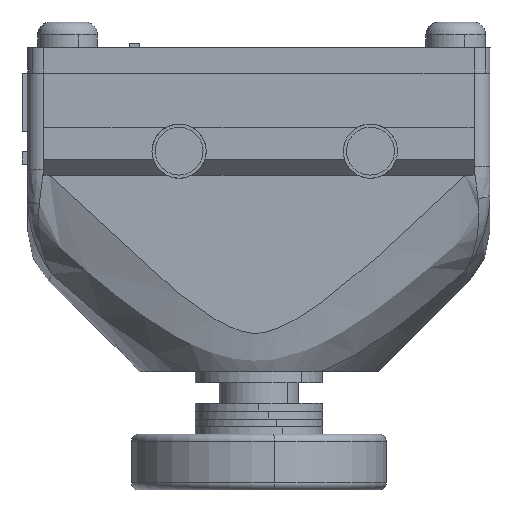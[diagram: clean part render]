
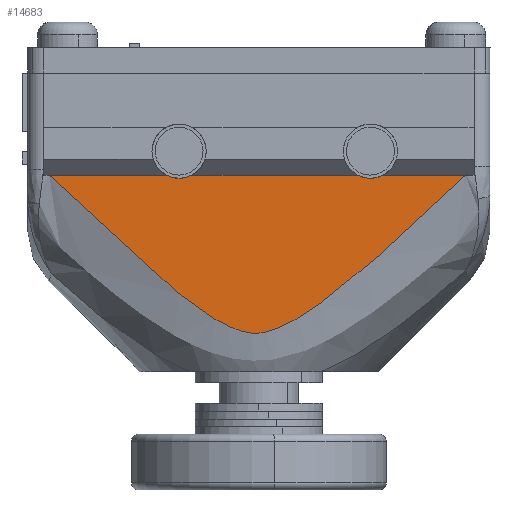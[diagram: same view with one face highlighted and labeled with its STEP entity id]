
A CAD part, front view. The second image highlights one B-rep face of the part: STEP entity #14683.
In plain terms, the highlighted face is planar.
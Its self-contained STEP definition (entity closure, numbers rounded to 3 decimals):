
#42 = CARTESIAN_POINT ( 'NONE',  ( -0.017, 19.91, -20.897 ) ) ;
#96 = DIRECTION ( 'NONE',  ( -0.013, 0., 1. ) ) ;
#151 = CARTESIAN_POINT ( 'NONE',  ( 5.499, 18.03, -20.827 ) ) ;
#578 = CARTESIAN_POINT ( 'NONE',  ( 9.127, 10.208, -20.782 ) ) ;
#1273 = DIRECTION ( 'NONE',  ( -0.013, 0., 1. ) ) ;
#1406 = CARTESIAN_POINT ( 'NONE',  ( -3.135, 18.093, -20.937 ) ) ;
#1510 = CARTESIAN_POINT ( 'NONE',  ( 0.319, 20.014, -20.893 ) ) ;
#1576 = FACE_OUTER_BOUND ( 'NONE', #13470, .T. ) ;
#1631 = CARTESIAN_POINT ( 'NONE',  ( 4.367, 18.821, -20.842 ) ) ;
#1741 = CARTESIAN_POINT ( 'NONE',  ( 2.537, 19.817, -20.865 ) ) ;
#1742 = ORIENTED_EDGE ( 'NONE', *, *, #14386, .T. ) ;
#1814 = CARTESIAN_POINT ( 'NONE',  ( -4.472, 10.208, -20.954 ) ) ;
#2079 = DIRECTION ( 'NONE',  ( -1., 0., -0.013 ) ) ;
#2136 = VERTEX_POINT ( 'NONE', #578 ) ;
#3049 = CARTESIAN_POINT ( 'NONE',  ( -2.872, 10.208, -20.934 ) ) ;
#3117 = CARTESIAN_POINT ( 'NONE',  ( 13.293, 11.166, -20.729 ) ) ;
#3325 = VERTEX_POINT ( 'NONE', #3049 ) ;
#3380 = CARTESIAN_POINT ( 'NONE',  ( 8.327, 8.708, -20.792 ) ) ;
#3448 = CARTESIAN_POINT ( 'NONE',  ( 7.13, 16.743, -20.807 ) ) ;
#3557 = ORIENTED_EDGE ( 'NONE', *, *, #20638, .T. ) ;
#3562 = CARTESIAN_POINT ( 'NONE',  ( -6.812, 14.967, -20.983 ) ) ;
#4930 = CARTESIAN_POINT ( 'NONE',  ( -4.74, 16.794, -20.957 ) ) ;
#5062 = EDGE_CURVE ( 'NONE', #5104, #13091, #20660, .T. ) ;
#5104 = VERTEX_POINT ( 'NONE', #1814 ) ;
#5156 = CARTESIAN_POINT ( 'NONE',  ( 6.049, 17.609, -20.821 ) ) ;
#5262 = CIRCLE ( 'NONE', #11801, 1.7 ) ;
#5493 = LINE ( 'NONE', #12414, #8846 ) ;
#5558 = DIRECTION ( 'NONE',  ( -0.013, 0., 1. ) ) ;
#5781 = CARTESIAN_POINT ( 'NONE',  ( 0.265, 22.558, -20.894 ) ) ;
#6082 = DIRECTION ( 'NONE',  ( -1., 0., -0.013 ) ) ;
#6173 = CARTESIAN_POINT ( 'NONE',  ( 14.294, 10.208, -20.716 ) ) ;
#6309 = CARTESIAN_POINT ( 'NONE',  ( 14.826, 10.208, -20.709 ) ) ;
#6394 = DIRECTION ( 'NONE',  ( -1., 0., -0.013 ) ) ;
#6866 = CARTESIAN_POINT ( 'NONE',  ( -5.263, 16.342, -20.964 ) ) ;
#7257 = PLANE ( 'NONE',  #9214 ) ;
#7716 = EDGE_CURVE ( 'NONE', #2136, #11439, #5262, .T. ) ;
#8018 = EDGE_CURVE ( 'NONE', #13091, #14291, #22284, .T. ) ;
#8336 = CARTESIAN_POINT ( 'NONE',  ( 10.258, 14.005, -20.767 ) ) ;
#8444 = CARTESIAN_POINT ( 'NONE',  ( 14.294, 10.208, -20.716 ) ) ;
#8561 = CARTESIAN_POINT ( 'NONE',  ( 12.288, 12.12, -20.742 ) ) ;
#8778 = CARTESIAN_POINT ( 'NONE',  ( 0.488, 20.058, -20.891 ) ) ;
#8846 = VECTOR ( 'NONE', #2079, 1000. ) ;
#8877 = VECTOR ( 'NONE', #6082, 1000. ) ;
#8880 = AXIS2_PLACEMENT_3D ( 'NONE', #15125, #1273, #20013 ) ;
#9214 = AXIS2_PLACEMENT_3D ( 'NONE', #5781, #5558, #21403 ) ;
#9896 = CARTESIAN_POINT ( 'NONE',  ( 14.826, 10.208, -20.709 ) ) ;
#10257 = CARTESIAN_POINT ( 'NONE',  ( -1.437, 19.256, -20.915 ) ) ;
#11439 = VERTEX_POINT ( 'NONE', #18752 ) ;
#11741 = CARTESIAN_POINT ( 'NONE',  ( 1.54, 20.105, -20.878 ) ) ;
#11801 = AXIS2_PLACEMENT_3D ( 'NONE', #3380, #96, #12252 ) ;
#11858 = CARTESIAN_POINT ( 'NONE',  ( -2.015, 18.885, -20.923 ) ) ;
#12080 = CARTESIAN_POINT ( 'NONE',  ( -7.821, 14.025, -20.996 ) ) ;
#12197 = CARTESIAN_POINT ( 'NONE',  ( 9.234, 14.938, -20.78 ) ) ;
#12252 = DIRECTION ( 'NONE',  ( 1., 0., 0.013 ) ) ;
#12414 = CARTESIAN_POINT ( 'NONE',  ( 14.826, 10.208, -20.709 ) ) ;
#13091 = VERTEX_POINT ( 'NONE', #19773 ) ;
#13470 = EDGE_LOOP ( 'NONE', ( #3557, #15798, #13662, #1742, #17382, #19312 ) ) ;
#13662 = ORIENTED_EDGE ( 'NONE', *, *, #15483, .T. ) ;
#13664 = CARTESIAN_POINT ( 'NONE',  ( -11.811, 10.208, -21.047 ) ) ;
#13772 = CARTESIAN_POINT ( 'NONE',  ( -0.663, 19.641, -20.906 ) ) ;
#14291 = VERTEX_POINT ( 'NONE', #6173 ) ;
#14386 = EDGE_CURVE ( 'NONE', #3325, #5104, #15748, .T. ) ;
#14683 = ADVANCED_FACE ( 'NONE', ( #1576 ), #7257, .F. ) ;
#14691 = LINE ( 'NONE', #6309, #8877 ) ;
#15125 = CARTESIAN_POINT ( 'NONE',  ( -3.672, 8.708, -20.944 ) ) ;
#15250 = CARTESIAN_POINT ( 'NONE',  ( -10.82, 11.169, -21.034 ) ) ;
#15355 = CARTESIAN_POINT ( 'NONE',  ( 2.046, 19.985, -20.871 ) ) ;
#15483 = EDGE_CURVE ( 'NONE', #11439, #3325, #14691, .T. ) ;
#15684 = CARTESIAN_POINT ( 'NONE',  ( 2.857, 19.672, -20.861 ) ) ;
#15748 = CIRCLE ( 'NONE', #8880, 1.7 ) ;
#15798 = ORIENTED_EDGE ( 'NONE', *, *, #7716, .T. ) ;
#17049 = CARTESIAN_POINT ( 'NONE',  ( -3.676, 17.669, -20.944 ) ) ;
#17154 = CARTESIAN_POINT ( 'NONE',  ( 3.786, 19.195, -20.849 ) ) ;
#17274 = CARTESIAN_POINT ( 'NONE',  ( -0.183, 19.848, -20.899 ) ) ;
#17382 = ORIENTED_EDGE ( 'NONE', *, *, #5062, .T. ) ;
#17383 = CARTESIAN_POINT ( 'NONE',  ( 7.661, 16.296, -20.8 ) ) ;
#18752 = CARTESIAN_POINT ( 'NONE',  ( 7.527, 10.208, -20.802 ) ) ;
#18770 = CARTESIAN_POINT ( 'NONE',  ( 1.01, 20.135, -20.884 ) ) ;
#18885 = CARTESIAN_POINT ( 'NONE',  ( 1.366, 20.128, -20.88 ) ) ;
#19116 = CARTESIAN_POINT ( 'NONE',  ( -0.506, 19.714, -20.904 ) ) ;
#19312 = ORIENTED_EDGE ( 'NONE', *, *, #8018, .T. ) ;
#19534 = VECTOR ( 'NONE', #6394, 1000. ) ;
#19773 = CARTESIAN_POINT ( 'NONE',  ( -11.811, 10.208, -21.047 ) ) ;
#20013 = DIRECTION ( 'NONE',  ( 1., 0., 0.013 ) ) ;
#20467 = CARTESIAN_POINT ( 'NONE',  ( -9.826, 12.127, -21.022 ) ) ;
#20638 = EDGE_CURVE ( 'NONE', #14291, #2136, #5493, .T. ) ;
#20660 = LINE ( 'NONE', #9896, #19534 ) ;
#20691 = CARTESIAN_POINT ( 'NONE',  ( 1.88, 20.033, -20.873 ) ) ;
#21403 = DIRECTION ( 'NONE',  ( 1., 0., 0.013 ) ) ;
#22265 = CARTESIAN_POINT ( 'NONE',  ( 0.834, 20.118, -20.887 ) ) ;
#22284 = B_SPLINE_CURVE_WITH_KNOTS ( 'NONE', 3,
 ( #13664, #15250, #20467, #12080, #3562, #6866, #4930, #17049, #1406, #11858, #10257, #13772, #19116, #17274, #42, #1510, #8778, #22265, #18770, #18885, #11741, #20691, #15355, #1741, #15684, #17154, #1631, #151, #5156, #3448, #17383, #12197, #8336, #8561, #3117, #8444 ),
 .UNSPECIFIED., .F., .F.,
 ( 4, 2, 2, 2, 2, 2, 2, 2, 2, 2, 2, 2, 2, 2, 2, 2, 2, 4 ),
 ( 0.001, 0.005, 0.009, 0.011, 0.013, 0.015, 0.016, 0.016, 0.017, 0.017, 0.018, 0.018, 0.019, 0.021, 0.023, 0.025, 0.029, 0.034 ),
 .UNSPECIFIED. ) ;
